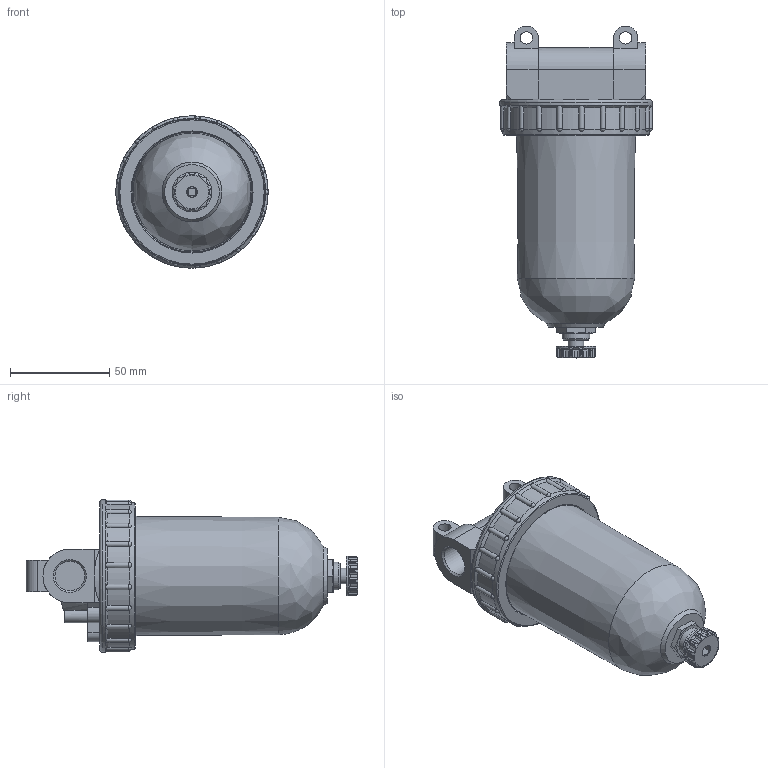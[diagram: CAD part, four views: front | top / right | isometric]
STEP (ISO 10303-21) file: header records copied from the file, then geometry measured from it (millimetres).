
FILE_DESCRIPTION( ( 'STEP AP203' ), '1' );
FILE_NAME( '9_1122_00_350_0V_2_03.stp', ' ', ( ' ' ), ( ' ' ), 'PSStep 15.0.47', 'PARTsolutions', ' ' );
FILE_SCHEMA( ( 'CONFIG_CONTROL_DESIGN' ) );
Length unit declared in the file: millimetre
Products named in the file (3): 9.1122.00.350.0V; _650 B/K-1; _650 B/K0-3
Assembly tree (2 placements, depth 2):
  9.1122.00.350.0V
    _650 B/K-1
    _650 B/K0-3
Bounding box: 76.6 x 167 x 76.6 mm (x, y, z)
Volume: 374936.2 mm3; surface area: 44859.6 mm2
Topology: 2 solids, 2 shells, 285 faces, 820 edges, 532 vertices
Faces by surface type: cylinder 130, plane 74, cone 43, sphere 22, torus 15, bspline 1
Full cylindrical faces by diameter (mm): 4 x1, 4.134 x3, 6.2 x2, 8 x1, 14 x1, 14.95 x2, 20 x1, 76.6 x1
Entity records: 9934 total; most frequent: CARTESIAN_POINT 3107, ORIENTED_EDGE 1434, DIRECTION 1305, EDGE_CURVE 717, AXIS2_PLACEMENT_3D 522, VERTEX_POINT 498, EDGE_LOOP 328, FACE_OUTER_BOUND 300
